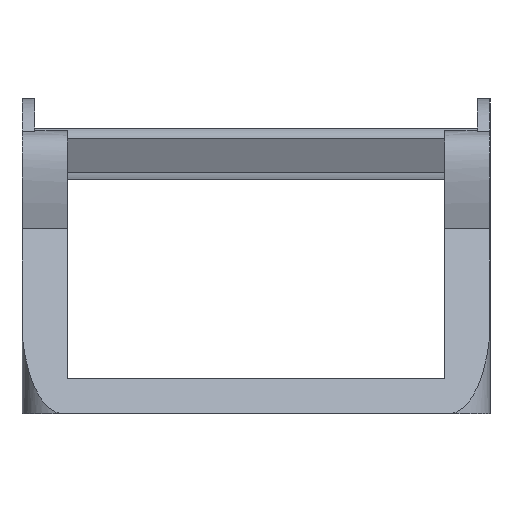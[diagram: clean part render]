
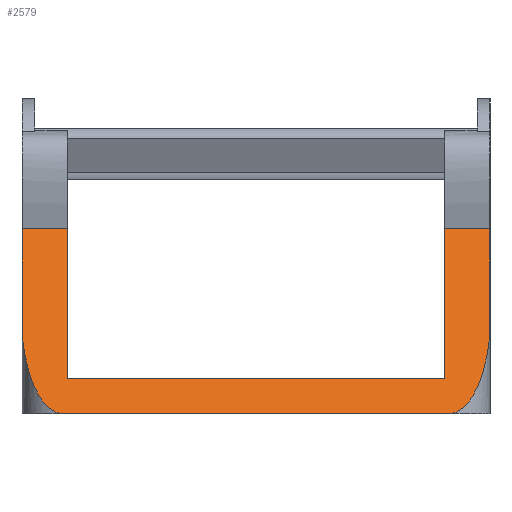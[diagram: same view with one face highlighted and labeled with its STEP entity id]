
A CAD part, left-side view. The second image highlights one B-rep face of the part: STEP entity #2579.
In plain terms, the highlighted planar face has unit normal (-0.906, 0, 0.423).
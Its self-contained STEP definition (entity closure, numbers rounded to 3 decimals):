
#31=ELLIPSE('',#2732,15.689,6.631);
#32=ELLIPSE('',#2733,15.689,6.631);
#224=FACE_OUTER_BOUND('',#355,.T.);
#355=EDGE_LOOP('',(#1755,#1756,#1757,#1758,#1759,#1760,#1761,#1762,#1763,
#1764));
#549=LINE('',#3593,#801);
#550=LINE('',#3610,#802);
#551=LINE('',#3612,#803);
#552=LINE('',#3614,#804);
#553=LINE('',#3616,#805);
#554=LINE('',#3618,#806);
#555=LINE('',#3622,#807);
#556=LINE('',#3625,#808);
#801=VECTOR('',#2933,10.);
#802=VECTOR('',#2936,10.);
#803=VECTOR('',#2937,10.);
#804=VECTOR('',#2938,10.);
#805=VECTOR('',#2939,10.);
#806=VECTOR('',#2940,10.);
#807=VECTOR('',#2943,10.);
#808=VECTOR('',#2946,10.);
#1055=VERTEX_POINT('',#3576);
#1056=VERTEX_POINT('',#3592);
#1057=VERTEX_POINT('',#3609);
#1058=VERTEX_POINT('',#3611);
#1059=VERTEX_POINT('',#3613);
#1060=VERTEX_POINT('',#3615);
#1061=VERTEX_POINT('',#3617);
#1062=VERTEX_POINT('',#3619);
#1063=VERTEX_POINT('',#3621);
#1064=VERTEX_POINT('',#3623);
#1329=EDGE_CURVE('',#1056,#1055,#549,.T.);
#1331=EDGE_CURVE('',#1057,#1055,#550,.T.);
#1332=EDGE_CURVE('',#1058,#1057,#551,.T.);
#1333=EDGE_CURVE('',#1058,#1059,#552,.T.);
#1334=EDGE_CURVE('',#1059,#1060,#553,.T.);
#1335=EDGE_CURVE('',#1060,#1061,#554,.T.);
#1336=EDGE_CURVE('',#1062,#1061,#31,.T.);
#1337=EDGE_CURVE('',#1062,#1063,#555,.T.);
#1338=EDGE_CURVE('',#1063,#1064,#32,.T.);
#1339=EDGE_CURVE('',#1056,#1064,#556,.T.);
#1755=ORIENTED_EDGE('',*,*,#1329,.T.);
#1756=ORIENTED_EDGE('',*,*,#1331,.F.);
#1757=ORIENTED_EDGE('',*,*,#1332,.F.);
#1758=ORIENTED_EDGE('',*,*,#1333,.T.);
#1759=ORIENTED_EDGE('',*,*,#1334,.T.);
#1760=ORIENTED_EDGE('',*,*,#1335,.T.);
#1761=ORIENTED_EDGE('',*,*,#1336,.F.);
#1762=ORIENTED_EDGE('',*,*,#1337,.T.);
#1763=ORIENTED_EDGE('',*,*,#1338,.T.);
#1764=ORIENTED_EDGE('',*,*,#1339,.F.);
#2515=PLANE('',#2731);
#2579=ADVANCED_FACE('',(#224),#2515,.F.);
#2731=AXIS2_PLACEMENT_3D('',#3608,#2934,#2935);
#2732=AXIS2_PLACEMENT_3D('',#3620,#2941,#2942);
#2733=AXIS2_PLACEMENT_3D('',#3624,#2944,#2945);
#2933=DIRECTION('',(0.,1.,0.));
#2934=DIRECTION('center_axis',(0.906,0.,-0.423));
#2935=DIRECTION('ref_axis',(0.423,0.,0.906));
#2936=DIRECTION('',(0.423,0.,0.906));
#2937=DIRECTION('',(0.,-1.,0.));
#2938=DIRECTION('',(0.423,0.,0.906));
#2939=DIRECTION('',(0.,1.,0.));
#2940=DIRECTION('',(-0.423,0.,-0.906));
#2941=DIRECTION('center_axis',(0.906,0.,-0.423));
#2942=DIRECTION('ref_axis',(0.423,0.,0.906));
#2943=DIRECTION('',(0.,-1.,0.));
#2944=DIRECTION('center_axis',(-0.906,0.,0.423));
#2945=DIRECTION('ref_axis',(0.423,0.,0.906));
#2946=DIRECTION('',(-0.423,0.,-0.906));
#3576=CARTESIAN_POINT('',(-82.41,7.,-90.793));
#3592=CARTESIAN_POINT('',(-82.41,0.,-90.793));
#3593=CARTESIAN_POINT('',(-82.41,7.,-90.793));
#3608=CARTESIAN_POINT('Origin',(-95.78,72.5,-119.464));
#3609=CARTESIAN_POINT('',(-93.232,7.,-114.));
#3610=CARTESIAN_POINT('',(-78.837,7.,-83.13));
#3611=CARTESIAN_POINT('',(-93.232,65.5,-114.));
#3612=CARTESIAN_POINT('',(-93.232,72.5,-114.));
#3613=CARTESIAN_POINT('',(-82.41,65.5,-90.793));
#3614=CARTESIAN_POINT('',(-78.837,65.5,-83.13));
#3615=CARTESIAN_POINT('',(-82.41,72.5,-90.793));
#3616=CARTESIAN_POINT('',(-82.41,65.5,-90.793));
#3617=CARTESIAN_POINT('',(-89.16,72.5,-105.267));
#3618=CARTESIAN_POINT('',(-78.837,72.5,-83.13));
#3619=CARTESIAN_POINT('',(-95.78,66.239,-119.464));
#3620=CARTESIAN_POINT('Origin',(-89.16,65.869,-105.267));
#3621=CARTESIAN_POINT('',(-95.78,6.261,-119.464));
#3622=CARTESIAN_POINT('',(-95.78,72.5,-119.464));
#3623=CARTESIAN_POINT('',(-89.16,0.,-105.267));
#3624=CARTESIAN_POINT('Origin',(-89.16,6.631,-105.267));
#3625=CARTESIAN_POINT('',(-78.837,0.,-83.13));
